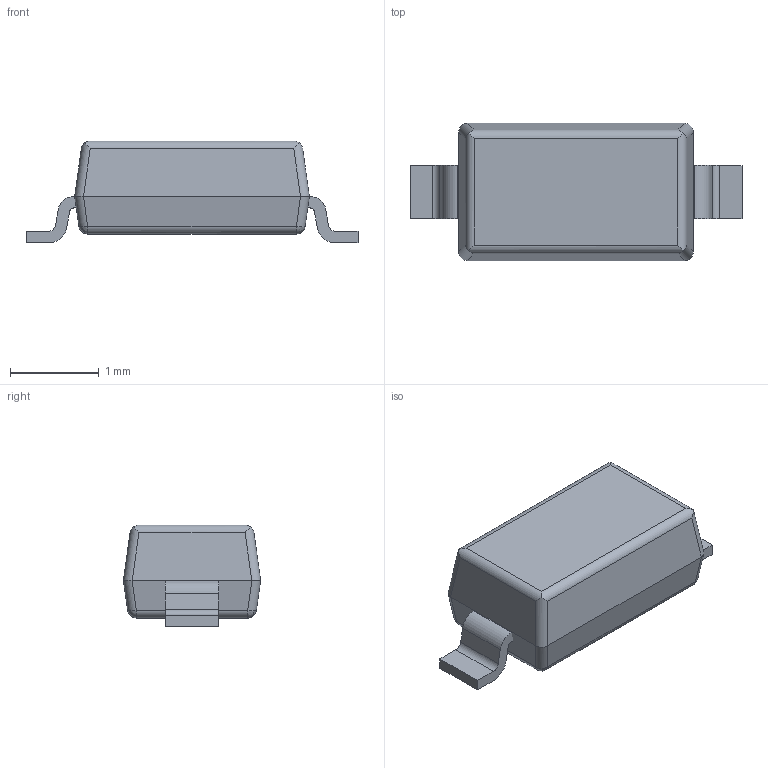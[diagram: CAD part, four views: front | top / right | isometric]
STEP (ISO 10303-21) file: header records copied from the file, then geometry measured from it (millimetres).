
FILE_DESCRIPTION (( 'STEP AP203' ), '1' );
FILE_NAME ('3D SOD-123.STEP', '2023-07-10T06:01:25', ( '' ), ( '' ), 'SwSTEP 2.0', 'SolidWorks 2022', '' );
FILE_SCHEMA (( 'CONFIG_CONTROL_DESIGN' ));
Length unit declared in the file: millimetre
Products named in the file (1): 3D SOD-123
Bounding box: 3.75 x 1.55 x 1.15 mm (x, y, z)
Volume: 4.4 mm3; surface area: 22.7 mm2
Topology: 3 solids, 3 shells, 71 faces, 178 edges, 111 vertices
Faces by surface type: plane 38, cylinder 28, bspline 5
Entity records: 2206 total; most frequent: CARTESIAN_POINT 482, ORIENTED_EDGE 352, DIRECTION 334, EDGE_CURVE 176, LINE 120, VECTOR 120, VERTEX_POINT 111, AXIS2_PLACEMENT_3D 107
